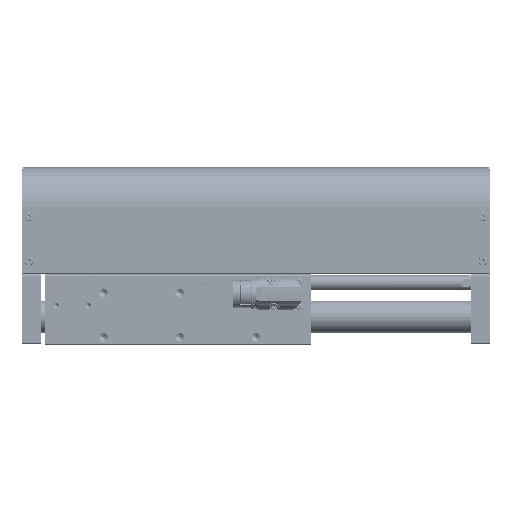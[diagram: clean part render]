
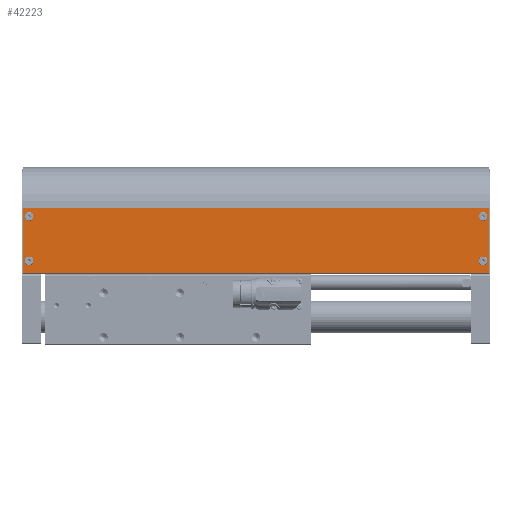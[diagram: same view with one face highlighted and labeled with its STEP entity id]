
A CAD part, top view. The second image highlights one B-rep face of the part: STEP entity #42223.
In plain terms, the highlighted face is planar.
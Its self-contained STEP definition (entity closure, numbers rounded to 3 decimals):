
#241 = CARTESIAN_POINT ( 'NONE',  ( -32., 0., 367. ) ) ;
#2564 = ORIENTED_EDGE ( 'NONE', *, *, #65332, .F. ) ;
#3077 = VERTEX_POINT ( 'NONE', #16493 ) ;
#3219 = VERTEX_POINT ( 'NONE', #15835 ) ;
#4550 = DIRECTION ( 'NONE',  ( -1., 0., 0. ) ) ;
#4789 = DIRECTION ( 'NONE',  ( 0., 0., 1. ) ) ;
#5552 = CIRCLE ( 'NONE', #30448, 2.4 ) ;
#6026 = VECTOR ( 'NONE', #46583, 1000. ) ;
#6935 = CARTESIAN_POINT ( 'NONE',  ( -32., -51.5, 367. ) ) ;
#8313 = EDGE_CURVE ( 'NONE', #3219, #67266, #71474, .T. ) ;
#8330 = PLANE ( 'NONE',  #45203 ) ;
#9076 = EDGE_LOOP ( 'NONE', ( #27534 ) ) ;
#13683 = CIRCLE ( 'NONE', #49498, 2.4 ) ;
#14084 = DIRECTION ( 'NONE',  ( 0., 0., -1. ) ) ;
#14240 = CARTESIAN_POINT ( 'NONE',  ( -32., 0., 0. ) ) ;
#14773 = FACE_OUTER_BOUND ( 'NONE', #17506, .T. ) ;
#15660 = DIRECTION ( 'NONE',  ( 0., 1., 0. ) ) ;
#15835 = CARTESIAN_POINT ( 'NONE',  ( -32., 0., 367. ) ) ;
#16493 = CARTESIAN_POINT ( 'NONE',  ( -32., -42., 364.4 ) ) ;
#16707 = DIRECTION ( 'NONE',  ( -1., 0., 0. ) ) ;
#17125 = DIRECTION ( 'NONE',  ( 0., -1., 0. ) ) ;
#17506 = EDGE_LOOP ( 'NONE', ( #71274, #39468, #80470, #27780 ) ) ;
#19660 = EDGE_LOOP ( 'NONE', ( #2564 ) ) ;
#20798 = FACE_BOUND ( 'NONE', #46619, .T. ) ;
#21652 = FACE_BOUND ( 'NONE', #71405, .T. ) ;
#22455 = CARTESIAN_POINT ( 'NONE',  ( -32., -42., 7.4 ) ) ;
#22808 = CARTESIAN_POINT ( 'NONE',  ( -32., -7., 5. ) ) ;
#22940 = DIRECTION ( 'NONE',  ( -1., 0., 0. ) ) ;
#23137 = CARTESIAN_POINT ( 'NONE',  ( -32., -7., 7.4 ) ) ;
#26210 = DIRECTION ( 'NONE',  ( 0., 0., 1. ) ) ;
#27228 = LINE ( 'NONE', #14240, #6026 ) ;
#27356 = FACE_BOUND ( 'NONE', #19660, .T. ) ;
#27534 = ORIENTED_EDGE ( 'NONE', *, *, #43577, .F. ) ;
#27780 = ORIENTED_EDGE ( 'NONE', *, *, #8313, .T. ) ;
#30106 = CARTESIAN_POINT ( 'NONE',  ( -32., 0., 367. ) ) ;
#30371 = EDGE_CURVE ( 'NONE', #3219, #51223, #68832, .T. ) ;
#30448 = AXIS2_PLACEMENT_3D ( 'NONE', #50767, #16707, #63161 ) ;
#30966 = ORIENTED_EDGE ( 'NONE', *, *, #75556, .F. ) ;
#33551 = VECTOR ( 'NONE', #14084, 1000. ) ;
#34209 = CARTESIAN_POINT ( 'NONE',  ( -32., 0., 367. ) ) ;
#34241 = VECTOR ( 'NONE', #26210, 1000. ) ;
#35865 = VERTEX_POINT ( 'NONE', #22455 ) ;
#39468 = ORIENTED_EDGE ( 'NONE', *, *, #59671, .T. ) ;
#41082 = FACE_BOUND ( 'NONE', #9076, .T. ) ;
#41716 = AXIS2_PLACEMENT_3D ( 'NONE', #44250, #4550, #76158 ) ;
#41787 = DIRECTION ( 'NONE',  ( -1., 0., 0. ) ) ;
#42223 = ADVANCED_FACE ( 'NONE', ( #14773, #41082, #27356, #20798, #21652 ), #8330, .F. ) ;
#43027 = CARTESIAN_POINT ( 'NONE',  ( -32., -51.5, 0. ) ) ;
#43577 = EDGE_CURVE ( 'NONE', #3077, #3077, #5552, .T. ) ;
#44250 = CARTESIAN_POINT ( 'NONE',  ( -32., -7., 362. ) ) ;
#44750 = CARTESIAN_POINT ( 'NONE',  ( -32., -51.5, 367. ) ) ;
#45203 = AXIS2_PLACEMENT_3D ( 'NONE', #34209, #74692, #15660 ) ;
#45574 = CARTESIAN_POINT ( 'NONE',  ( -32., 0., 0. ) ) ;
#46583 = DIRECTION ( 'NONE',  ( 0., -1., 0. ) ) ;
#46619 = EDGE_LOOP ( 'NONE', ( #30966 ) ) ;
#47124 = AXIS2_PLACEMENT_3D ( 'NONE', #69508, #22940, #4789 ) ;
#48525 = CIRCLE ( 'NONE', #47124, 2.4 ) ;
#49498 = AXIS2_PLACEMENT_3D ( 'NONE', #22808, #41787, #80952 ) ;
#49959 = VERTEX_POINT ( 'NONE', #43027 ) ;
#50767 = CARTESIAN_POINT ( 'NONE',  ( -32., -42., 362. ) ) ;
#51223 = VERTEX_POINT ( 'NONE', #6935 ) ;
#52098 = LINE ( 'NONE', #44750, #34241 ) ;
#54344 = EDGE_CURVE ( 'NONE', #67266, #49959, #27228, .T. ) ;
#58413 = VERTEX_POINT ( 'NONE', #65706 ) ;
#59671 = EDGE_CURVE ( 'NONE', #49959, #51223, #52098, .T. ) ;
#61134 = EDGE_CURVE ( 'NONE', #82147, #82147, #13683, .T. ) ;
#63161 = DIRECTION ( 'NONE',  ( 0., 0., 1. ) ) ;
#65332 = EDGE_CURVE ( 'NONE', #58413, #58413, #67834, .T. ) ;
#65706 = CARTESIAN_POINT ( 'NONE',  ( -32., -7., 364.4 ) ) ;
#67266 = VERTEX_POINT ( 'NONE', #45574 ) ;
#67713 = VECTOR ( 'NONE', #17125, 1000. ) ;
#67834 = CIRCLE ( 'NONE', #41716, 2.4 ) ;
#68832 = LINE ( 'NONE', #30106, #67713 ) ;
#69508 = CARTESIAN_POINT ( 'NONE',  ( -32., -42., 5. ) ) ;
#71274 = ORIENTED_EDGE ( 'NONE', *, *, #54344, .T. ) ;
#71405 = EDGE_LOOP ( 'NONE', ( #78303 ) ) ;
#71474 = LINE ( 'NONE', #241, #33551 ) ;
#74692 = DIRECTION ( 'NONE',  ( 1., 0., 0. ) ) ;
#75556 = EDGE_CURVE ( 'NONE', #35865, #35865, #48525, .T. ) ;
#76158 = DIRECTION ( 'NONE',  ( 0., 0., 1. ) ) ;
#78303 = ORIENTED_EDGE ( 'NONE', *, *, #61134, .F. ) ;
#80470 = ORIENTED_EDGE ( 'NONE', *, *, #30371, .F. ) ;
#80952 = DIRECTION ( 'NONE',  ( 0., 0., 1. ) ) ;
#82147 = VERTEX_POINT ( 'NONE', #23137 ) ;
